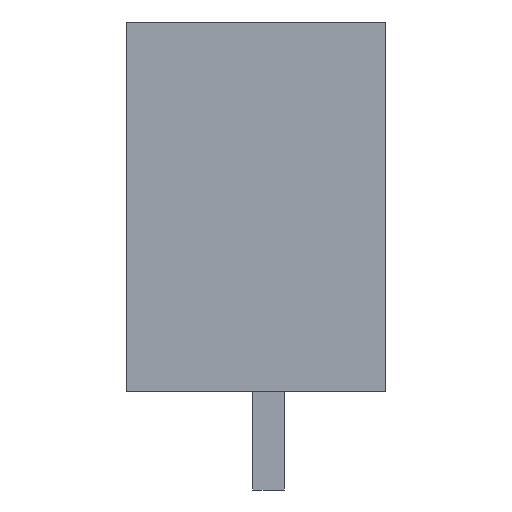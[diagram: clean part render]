
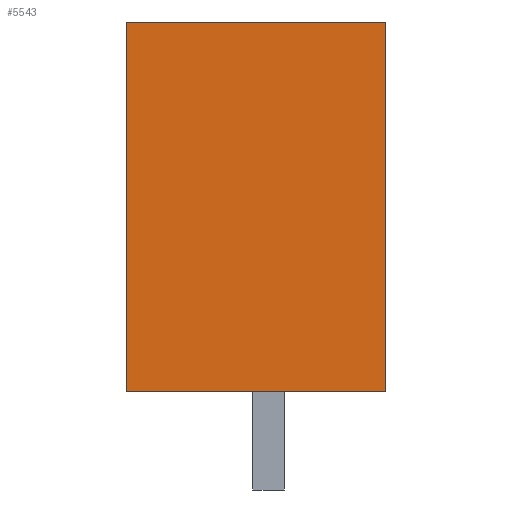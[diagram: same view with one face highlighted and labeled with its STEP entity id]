
A CAD part, left-side view. The second image highlights one B-rep face of the part: STEP entity #5543.
In plain terms, the highlighted planar face has unit normal (-1, 0, 0).
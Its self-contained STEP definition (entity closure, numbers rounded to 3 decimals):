
#5523=AXIS2_PLACEMENT_3D('Plane Axis2P3D',#5520,#5521,#5522) ;
#1471=CARTESIAN_POINT('Vertex',(0.,0.,3.2)) ;
#1474=CARTESIAN_POINT('Line Origine',(0.,4.215,3.2)) ;
#1478=CARTESIAN_POINT('Vertex',(0.,8.43,3.2)) ;
#5353=CARTESIAN_POINT('Line Origine',(0.,0.,9.2)) ;
#5357=CARTESIAN_POINT('Vertex',(0.,0.,15.2)) ;
#5520=CARTESIAN_POINT('Axis2P3D Location',(0.,8.43,15.2)) ;
#5525=CARTESIAN_POINT('Line Origine',(0.,4.215,15.2)) ;
#5529=CARTESIAN_POINT('Vertex',(0.,8.43,15.2)) ;
#5532=CARTESIAN_POINT('Line Origine',(0.,8.43,9.2)) ;
#1475=DIRECTION('Vector Direction',(0.,-1.,0.)) ;
#5354=DIRECTION('Vector Direction',(0.,0.,-1.)) ;
#5521=DIRECTION('Axis2P3D Direction',(-1.,0.,0.)) ;
#5522=DIRECTION('Axis2P3D XDirection',(0.,0.,1.)) ;
#5526=DIRECTION('Vector Direction',(0.,-1.,0.)) ;
#5533=DIRECTION('Vector Direction',(0.,0.,-1.)) ;
#1476=VECTOR('Line Direction',#1475,1.) ;
#5355=VECTOR('Line Direction',#5354,1.) ;
#5527=VECTOR('Line Direction',#5526,1.) ;
#5534=VECTOR('Line Direction',#5533,1.) ;
#5538=ORIENTED_EDGE('',*,*,#5531,.F.) ;
#5539=ORIENTED_EDGE('',*,*,#5536,.T.) ;
#5540=ORIENTED_EDGE('',*,*,#1480,.T.) ;
#5541=ORIENTED_EDGE('',*,*,#5359,.F.) ;
#5543=ADVANCED_FACE('HOUSING',(#5542),#5524,.T.) ;
#1480=EDGE_CURVE('',#1479,#1472,#1477,.T.) ;
#5359=EDGE_CURVE('',#5358,#1472,#5356,.T.) ;
#5531=EDGE_CURVE('',#5530,#5358,#5528,.T.) ;
#5536=EDGE_CURVE('',#5530,#1479,#5535,.T.) ;
#5537=EDGE_LOOP('',(#5538,#5539,#5540,#5541)) ;
#5542=FACE_OUTER_BOUND('',#5537,.T.) ;
#1477=LINE('Line',#1474,#1476) ;
#5356=LINE('Line',#5353,#5355) ;
#5528=LINE('Line',#5525,#5527) ;
#5535=LINE('Line',#5532,#5534) ;
#5524=PLANE('',#5523) ;
#1472=VERTEX_POINT('',#1471) ;
#1479=VERTEX_POINT('',#1478) ;
#5358=VERTEX_POINT('',#5357) ;
#5530=VERTEX_POINT('',#5529) ;
